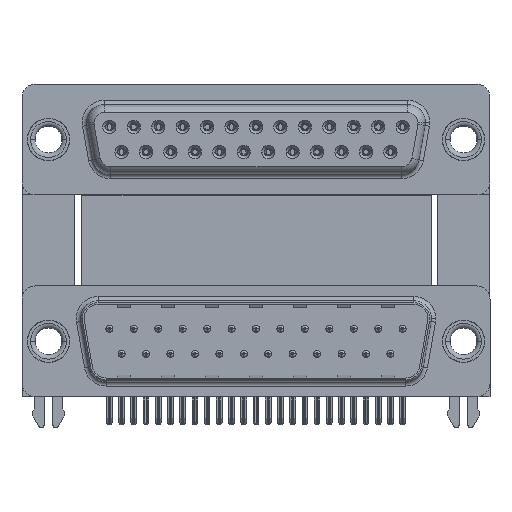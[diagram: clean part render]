
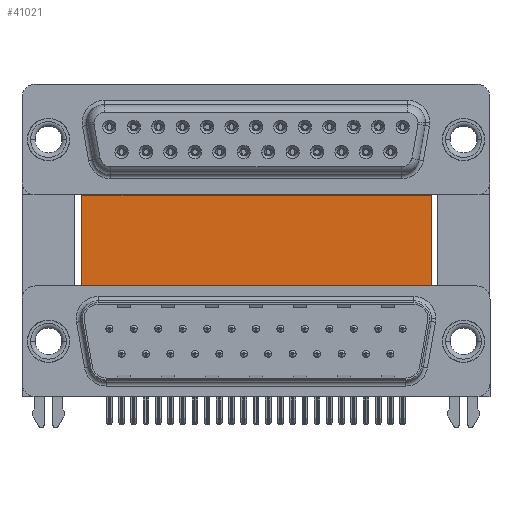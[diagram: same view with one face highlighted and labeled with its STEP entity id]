
A CAD part, top view. The second image highlights one B-rep face of the part: STEP entity #41021.
In plain terms, the highlighted planar face has unit normal (0, 0, 1).
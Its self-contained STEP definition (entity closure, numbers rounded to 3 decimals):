
#1287 = CARTESIAN_POINT ( 'NONE',  ( 3.79, 16.585, -12. ) ) ;
#1401 = ORIENTED_EDGE ( 'NONE', *, *, #18421, .T. ) ;
#4986 = LINE ( 'NONE', #39090, #16728 ) ;
#6528 = DIRECTION ( 'NONE',  ( 0., 0., -1. ) ) ;
#7031 = VERTEX_POINT ( 'NONE', #27316 ) ;
#7077 = VECTOR ( 'NONE', #53221, 1000. ) ;
#11006 = ORIENTED_EDGE ( 'NONE', *, *, #43492, .F. ) ;
#11314 = ORIENTED_EDGE ( 'NONE', *, *, #12248, .T. ) ;
#12000 = VECTOR ( 'NONE', #49912, 1000. ) ;
#12248 = EDGE_CURVE ( 'NONE', #45017, #48599, #16407, .T. ) ;
#16407 = LINE ( 'NONE', #29324, #12000 ) ;
#16728 = VECTOR ( 'NONE', #22598, 1000. ) ;
#18421 = EDGE_CURVE ( 'NONE', #48599, #20455, #27965, .T. ) ;
#20455 = VERTEX_POINT ( 'NONE', #24798 ) ;
#22598 = DIRECTION ( 'NONE',  ( 0., -1., 0. ) ) ;
#23280 = ORIENTED_EDGE ( 'NONE', *, *, #47098, .F. ) ;
#24798 = CARTESIAN_POINT ( 'NONE',  ( 43.43, -3.735, -12. ) ) ;
#25782 = EDGE_LOOP ( 'NONE', ( #1401, #11006, #23280, #11314 ) ) ;
#26588 = VECTOR ( 'NONE', #35828, 1000. ) ;
#27316 = CARTESIAN_POINT ( 'NONE',  ( 43.43, 16.585, -12. ) ) ;
#27343 = LINE ( 'NONE', #44055, #26588 ) ;
#27965 = LINE ( 'NONE', #44686, #7077 ) ;
#29324 = CARTESIAN_POINT ( 'NONE',  ( 3.79, 16.585, -12. ) ) ;
#31562 = DIRECTION ( 'NONE',  ( -1., 0., 0. ) ) ;
#35828 = DIRECTION ( 'NONE',  ( 1., 0., 0. ) ) ;
#38462 = CARTESIAN_POINT ( 'NONE',  ( 3.79, -3.735, -12. ) ) ;
#39090 = CARTESIAN_POINT ( 'NONE',  ( 43.43, 16.585, -12. ) ) ;
#41021 = ADVANCED_FACE ( 'NONE', ( #52442 ), #44190, .F. ) ;
#43492 = EDGE_CURVE ( 'NONE', #7031, #20455, #4986, .T. ) ;
#44055 = CARTESIAN_POINT ( 'NONE',  ( 3.79, 16.585, -12. ) ) ;
#44190 = PLANE ( 'NONE',  #46392 ) ;
#44686 = CARTESIAN_POINT ( 'NONE',  ( 3.79, -3.735, -12. ) ) ;
#45017 = VERTEX_POINT ( 'NONE', #1287 ) ;
#46392 = AXIS2_PLACEMENT_3D ( 'NONE', #48310, #6528, #31562 ) ;
#47098 = EDGE_CURVE ( 'NONE', #45017, #7031, #27343, .T. ) ;
#48310 = CARTESIAN_POINT ( 'NONE',  ( 3.79, 16.585, -12. ) ) ;
#48599 = VERTEX_POINT ( 'NONE', #38462 ) ;
#49912 = DIRECTION ( 'NONE',  ( 0., -1., 0. ) ) ;
#52442 = FACE_OUTER_BOUND ( 'NONE', #25782, .T. ) ;
#53221 = DIRECTION ( 'NONE',  ( 1., 0., 0. ) ) ;
